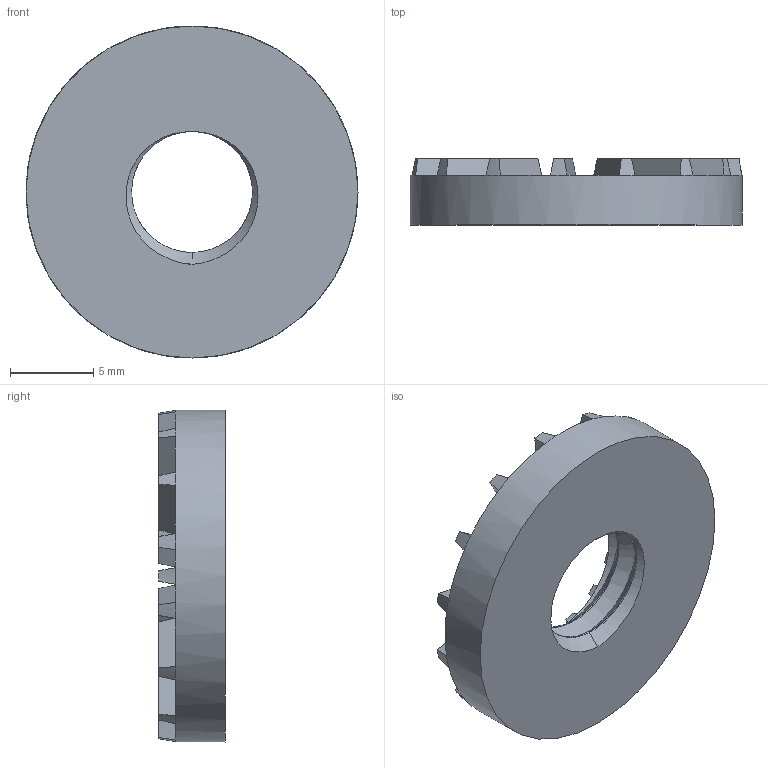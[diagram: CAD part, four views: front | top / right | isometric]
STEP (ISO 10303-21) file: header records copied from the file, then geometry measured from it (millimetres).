
FILE_DESCRIPTION(/* description */ (''),/* implementation_level */ '2;1');
FILE_NAME(/* name */ 'nat_8.stp',/* time_stamp */ '2025-10-27T17:24:35+09:00',/* author */ ('hibik'),/* organization */ (''),/* preprocessor_version */ 'ST-DEVELOPER v20.1',/* originating_system */ 'Autodesk Inventor 2026',/* authorisation */ '');
FILE_SCHEMA (('AUTOMOTIVE_DESIGN { 1 0 10303 214 3 1 1 }'));
Length unit declared in the file: millimetre
Products named in the file (1): nat_8
Bounding box: 20 x 4 x 20 mm (x, y, z)
Volume: 852.5 mm3; surface area: 964.1 mm2
Topology: 1 solids, 1 shells, 84 faces, 215 edges, 133 vertices
Faces by surface type: plane 47, cone 30, cylinder 4, bspline 3
Full cylindrical faces by diameter (mm): 20 x1
Entity records: 3286 total; most frequent: CARTESIAN_POINT 1346, ORIENTED_EDGE 430, DIRECTION 386, EDGE_CURVE 215, AXIS2_PLACEMENT_3D 161, VERTEX_POINT 133, EDGE_LOOP 86, FACE_OUTER_BOUND 84
